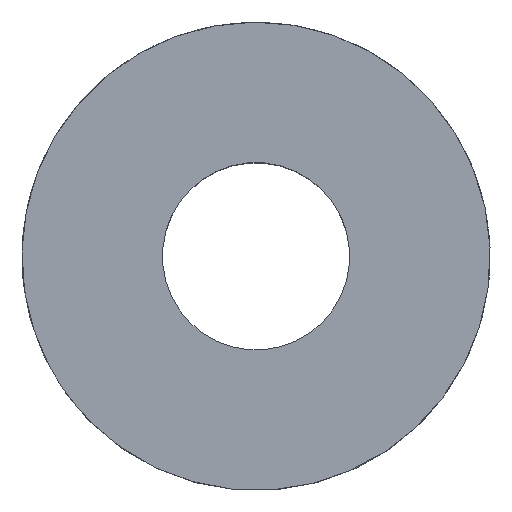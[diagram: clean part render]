
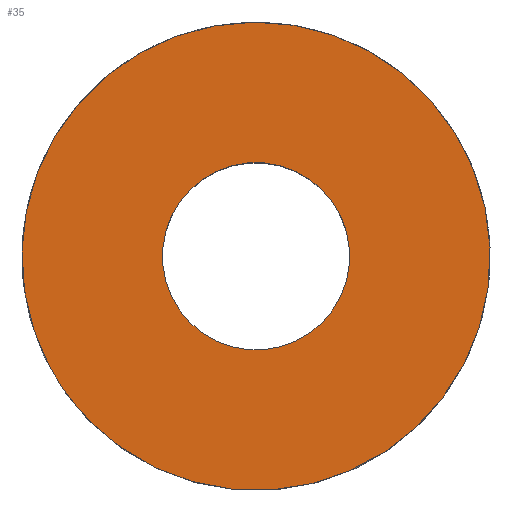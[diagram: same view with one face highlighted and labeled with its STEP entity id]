
A CAD part, top view. The second image highlights one B-rep face of the part: STEP entity #35.
In plain terms, the highlighted planar face has unit normal (0, 0, 1).
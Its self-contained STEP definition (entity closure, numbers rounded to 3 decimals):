
#35=ADVANCED_FACE('',(#41,#42),#39,.F.);
#39=PLANE('',#109);
#41=FACE_BOUND('',#49,.T.);
#42=FACE_BOUND('',#50,.T.);
#49=EDGE_LOOP('',(#57));
#50=EDGE_LOOP('',(#58));
#57=ORIENTED_EDGE('',*,*,#69,.F.);
#58=ORIENTED_EDGE('',*,*,#70,.F.);
#65=VERTEX_POINT('',#212);
#66=VERTEX_POINT('',#214);
#69=EDGE_CURVE('',#65,#65,#73,.T.);
#70=EDGE_CURVE('',#66,#66,#74,.T.);
#73=CIRCLE('',#107,7.937);
#74=CIRCLE('',#108,3.175);
#107=AXIS2_PLACEMENT_3D('',#211,#121,#122);
#108=AXIS2_PLACEMENT_3D('',#213,#123,#124);
#109=AXIS2_PLACEMENT_3D('',#215,#125,#126);
#121=DIRECTION('',(0.0,0.0,-1.0));
#122=DIRECTION('',(-0.882,-0.471,0.0));
#123=DIRECTION('',(0.0,0.0,1.0));
#124=DIRECTION('',(-0.707,-0.707,0.0));
#125=DIRECTION('',(0.0,0.0,-1.0));
#126=DIRECTION('',(0.707,0.707,0.0));
#211=CARTESIAN_POINT('',(7.937,7.937,0.));
#212=CARTESIAN_POINT('',(0.937,4.197,0.));
#213=CARTESIAN_POINT('',(7.938,7.938,0.));
#214=CARTESIAN_POINT('',(5.692,5.692,0.));
#215=CARTESIAN_POINT('',(7.937,7.937,0.));
